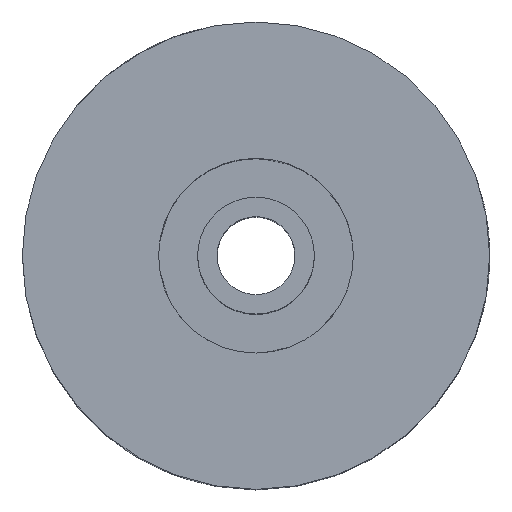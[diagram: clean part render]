
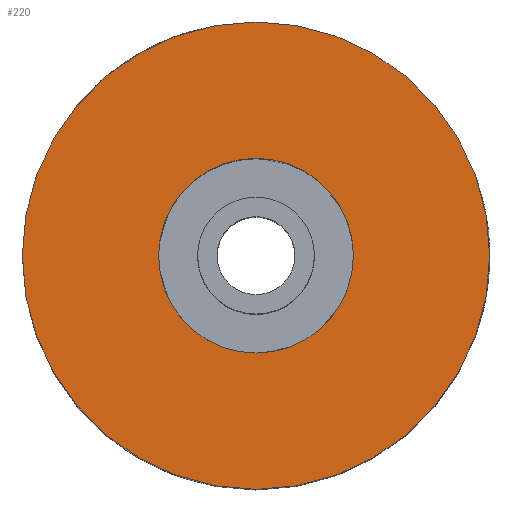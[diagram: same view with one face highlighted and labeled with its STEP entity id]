
A CAD part, top view. The second image highlights one B-rep face of the part: STEP entity #220.
In plain terms, the highlighted planar face has unit normal (0, 0, 1).
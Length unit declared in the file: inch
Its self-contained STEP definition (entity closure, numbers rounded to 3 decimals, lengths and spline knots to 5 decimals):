
#15=PLANE('',#253);
#21=FACE_BOUND('',#54,.T.);
#28=CIRCLE('',#251,0.09843);
#30=CIRCLE('',#254,0.23622);
#40=FACE_OUTER_BOUND('',#53,.T.);
#53=EDGE_LOOP('',(#183));
#54=EDGE_LOOP('',(#184));
#111=VERTEX_POINT('',#556);
#113=VERTEX_POINT('',#563);
#136=EDGE_CURVE('',#111,#111,#28,.T.);
#140=EDGE_CURVE('',#113,#113,#30,.T.);
#183=ORIENTED_EDGE('',*,*,#140,.T.);
#184=ORIENTED_EDGE('',*,*,#136,.T.);
#220=ADVANCED_FACE('',(#40,#21),#15,.T.);
#251=AXIS2_PLACEMENT_3D('',#557,#279,#280);
#253=AXIS2_PLACEMENT_3D('',#562,#285,#286);
#254=AXIS2_PLACEMENT_3D('',#564,#287,#288);
#279=DIRECTION('center_axis',(0.,0.,-1.));
#280=DIRECTION('ref_axis',(-1.,0.,0.));
#285=DIRECTION('center_axis',(0.,0.,1.));
#286=DIRECTION('ref_axis',(1.,0.,0.));
#287=DIRECTION('center_axis',(0.,0.,1.));
#288=DIRECTION('ref_axis',(1.,0.,0.));
#556=CARTESIAN_POINT('',(0.09843,0.,0.35433));
#557=CARTESIAN_POINT('Origin',(0.,0.,0.35433));
#562=CARTESIAN_POINT('Origin',(0.,0.,0.35433));
#563=CARTESIAN_POINT('',(-0.23622,0.,0.35433));
#564=CARTESIAN_POINT('Origin',(0.,0.,0.35433));
